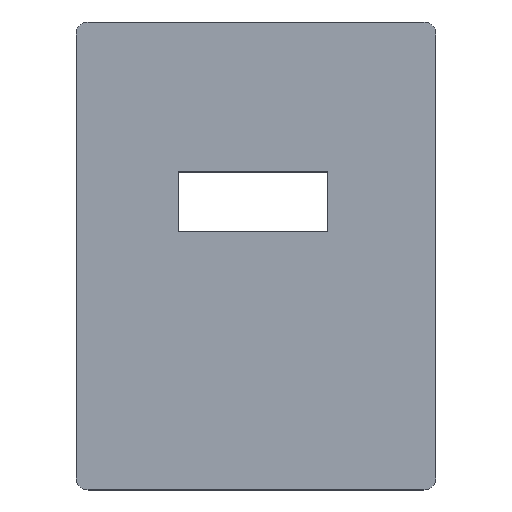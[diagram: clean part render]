
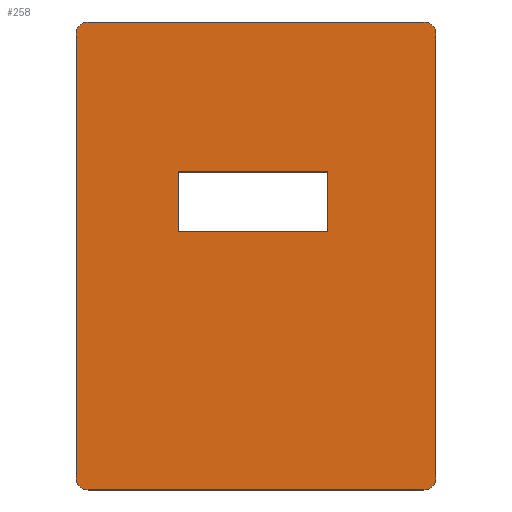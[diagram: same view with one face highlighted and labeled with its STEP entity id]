
A CAD part, top view. The second image highlights one B-rep face of the part: STEP entity #258.
In plain terms, the highlighted planar face has unit normal (0, 0, 1).
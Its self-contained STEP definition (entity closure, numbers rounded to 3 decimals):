
#15=FACE_BOUND('',#43,.T.);
#17=PLANE('',#288);
#28=FACE_OUTER_BOUND('',#42,.T.);
#42=EDGE_LOOP('',(#185,#186,#187,#188,#189,#190,#191,#192));
#43=EDGE_LOOP('',(#193,#194,#195,#196));
#59=LINE('',#393,#87);
#60=LINE('',#397,#88);
#61=LINE('',#401,#89);
#62=LINE('',#404,#90);
#63=LINE('',#407,#91);
#64=LINE('',#409,#92);
#65=LINE('',#411,#93);
#66=LINE('',#412,#94);
#87=VECTOR('',#319,10.);
#88=VECTOR('',#322,10.);
#89=VECTOR('',#325,10.);
#90=VECTOR('',#328,10.);
#91=VECTOR('',#329,10.);
#92=VECTOR('',#330,10.);
#93=VECTOR('',#331,10.);
#94=VECTOR('',#332,10.);
#113=CIRCLE('',#286,10.);
#115=CIRCLE('',#289,10.);
#116=CIRCLE('',#290,10.);
#117=CIRCLE('',#291,10.);
#121=VERTEX_POINT('',#383);
#122=VERTEX_POINT('',#384);
#125=VERTEX_POINT('',#392);
#126=VERTEX_POINT('',#394);
#127=VERTEX_POINT('',#396);
#128=VERTEX_POINT('',#398);
#129=VERTEX_POINT('',#400);
#130=VERTEX_POINT('',#402);
#131=VERTEX_POINT('',#405);
#132=VERTEX_POINT('',#406);
#133=VERTEX_POINT('',#408);
#134=VERTEX_POINT('',#410);
#145=EDGE_CURVE('',#121,#122,#113,.T.);
#149=EDGE_CURVE('',#121,#125,#59,.T.);
#150=EDGE_CURVE('',#126,#125,#115,.T.);
#151=EDGE_CURVE('',#126,#127,#60,.T.);
#152=EDGE_CURVE('',#128,#127,#116,.T.);
#153=EDGE_CURVE('',#128,#129,#61,.T.);
#154=EDGE_CURVE('',#130,#129,#117,.T.);
#155=EDGE_CURVE('',#130,#122,#62,.T.);
#156=EDGE_CURVE('',#131,#132,#63,.T.);
#157=EDGE_CURVE('',#132,#133,#64,.T.);
#158=EDGE_CURVE('',#133,#134,#65,.T.);
#159=EDGE_CURVE('',#134,#131,#66,.T.);
#185=ORIENTED_EDGE('',*,*,#145,.F.);
#186=ORIENTED_EDGE('',*,*,#149,.T.);
#187=ORIENTED_EDGE('',*,*,#150,.F.);
#188=ORIENTED_EDGE('',*,*,#151,.T.);
#189=ORIENTED_EDGE('',*,*,#152,.F.);
#190=ORIENTED_EDGE('',*,*,#153,.T.);
#191=ORIENTED_EDGE('',*,*,#154,.F.);
#192=ORIENTED_EDGE('',*,*,#155,.T.);
#193=ORIENTED_EDGE('',*,*,#156,.T.);
#194=ORIENTED_EDGE('',*,*,#157,.T.);
#195=ORIENTED_EDGE('',*,*,#158,.T.);
#196=ORIENTED_EDGE('',*,*,#159,.T.);
#258=ADVANCED_FACE('',(#28,#15),#17,.T.);
#286=AXIS2_PLACEMENT_3D('',#385,#311,#312);
#288=AXIS2_PLACEMENT_3D('',#391,#317,#318);
#289=AXIS2_PLACEMENT_3D('',#395,#320,#321);
#290=AXIS2_PLACEMENT_3D('',#399,#323,#324);
#291=AXIS2_PLACEMENT_3D('',#403,#326,#327);
#311=DIRECTION('center_axis',(0.,0.,-1.));
#312=DIRECTION('ref_axis',(0.707,0.707,0.));
#317=DIRECTION('center_axis',(0.,0.,1.));
#318=DIRECTION('ref_axis',(1.,0.,0.));
#319=DIRECTION('',(-1.,0.,0.));
#320=DIRECTION('center_axis',(0.,0.,-1.));
#321=DIRECTION('ref_axis',(-0.707,0.707,0.));
#322=DIRECTION('',(0.,-1.,0.));
#323=DIRECTION('center_axis',(0.,0.,-1.));
#324=DIRECTION('ref_axis',(-0.707,-0.707,0.));
#325=DIRECTION('',(1.,0.,0.));
#326=DIRECTION('center_axis',(0.,0.,-1.));
#327=DIRECTION('ref_axis',(0.707,-0.707,0.));
#328=DIRECTION('',(0.,1.,0.));
#329=DIRECTION('',(1.,0.,0.));
#330=DIRECTION('',(0.,-1.,0.));
#331=DIRECTION('',(-1.,0.,0.));
#332=DIRECTION('',(0.,1.,0.));
#383=CARTESIAN_POINT('',(330.,50.,4.));
#384=CARTESIAN_POINT('',(340.,40.,4.));
#385=CARTESIAN_POINT('Origin',(330.,40.,4.));
#391=CARTESIAN_POINT('Origin',(190.,-145.,4.));
#392=CARTESIAN_POINT('',(50.,50.,4.));
#393=CARTESIAN_POINT('',(40.,50.,4.));
#394=CARTESIAN_POINT('',(40.,40.,4.));
#395=CARTESIAN_POINT('Origin',(50.,40.,4.));
#396=CARTESIAN_POINT('',(40.,-330.,4.));
#397=CARTESIAN_POINT('',(40.,-340.,4.));
#398=CARTESIAN_POINT('',(50.,-340.,4.));
#399=CARTESIAN_POINT('Origin',(50.,-330.,4.));
#400=CARTESIAN_POINT('',(330.,-340.,4.));
#401=CARTESIAN_POINT('',(340.,-340.,4.));
#402=CARTESIAN_POINT('',(340.,-330.,4.));
#403=CARTESIAN_POINT('Origin',(330.,-330.,4.));
#404=CARTESIAN_POINT('',(340.,50.,4.));
#405=CARTESIAN_POINT('',(125.,-75.,4.));
#406=CARTESIAN_POINT('',(250.,-75.,4.));
#407=CARTESIAN_POINT('',(220.,-75.,4.));
#408=CARTESIAN_POINT('',(250.,-125.,4.));
#409=CARTESIAN_POINT('',(250.,-135.,4.));
#410=CARTESIAN_POINT('',(125.,-125.,4.));
#411=CARTESIAN_POINT('',(157.5,-125.,4.));
#412=CARTESIAN_POINT('',(125.,-110.,4.));
